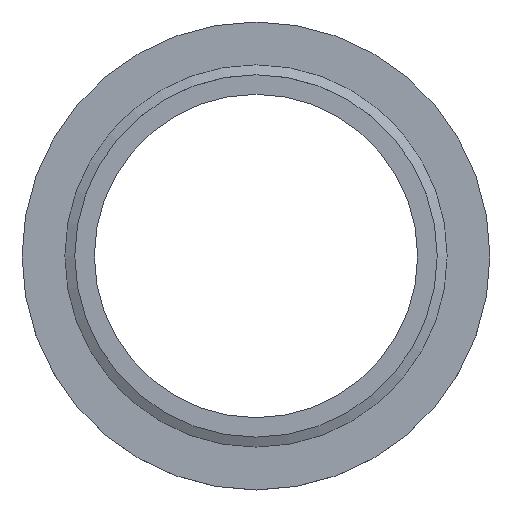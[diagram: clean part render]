
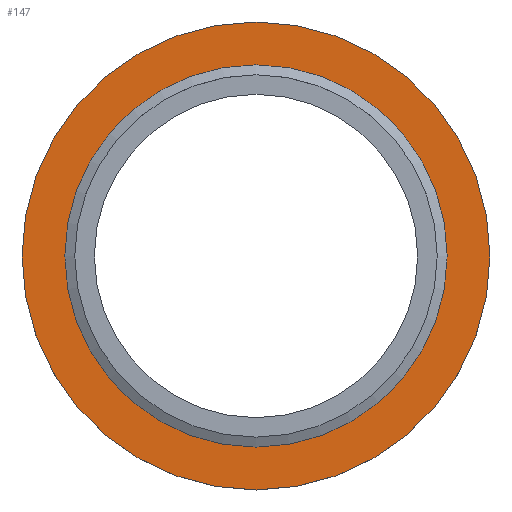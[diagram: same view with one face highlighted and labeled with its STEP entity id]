
A CAD part, top view. The second image highlights one B-rep face of the part: STEP entity #147.
In plain terms, the highlighted planar face has unit normal (0, 0, 1).
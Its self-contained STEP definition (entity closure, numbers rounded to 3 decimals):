
#20=PLANE('',#191);
#33=FACE_BOUND('',#68,.T.);
#45=FACE_OUTER_BOUND('',#67,.T.);
#67=EDGE_LOOP('',(#127));
#68=EDGE_LOOP('',(#128));
#79=CIRCLE('',#187,17.465);
#82=CIRCLE('',#192,14.265);
#91=VERTEX_POINT('',#270);
#94=VERTEX_POINT('',#278);
#103=EDGE_CURVE('',#91,#91,#79,.T.);
#106=EDGE_CURVE('',#94,#94,#82,.T.);
#127=ORIENTED_EDGE('',*,*,#103,.F.);
#128=ORIENTED_EDGE('',*,*,#106,.F.);
#147=ADVANCED_FACE('',(#45,#33),#20,.T.);
#187=AXIS2_PLACEMENT_3D('',#271,#230,#231);
#191=AXIS2_PLACEMENT_3D('',#277,#238,#239);
#192=AXIS2_PLACEMENT_3D('',#279,#240,#241);
#230=DIRECTION('center_axis',(0.,0.,
-1.));
#231=DIRECTION('ref_axis',(-1.,0.,0.));
#238=DIRECTION('center_axis',(0.,0.,1.));
#239=DIRECTION('ref_axis',(1.,0.,0.));
#240=DIRECTION('center_axis',(0.,0.,1.));
#241=DIRECTION('ref_axis',(1.,0.,0.));
#270=CARTESIAN_POINT('',(280.916,12.822,1.25));
#271=CARTESIAN_POINT('Origin',(280.916,-4.643,1.25));
#277=CARTESIAN_POINT('Origin',(263.451,-22.108,1.25));
#278=CARTESIAN_POINT('',(280.916,9.622,1.25));
#279=CARTESIAN_POINT('Origin',(280.916,-4.643,1.25));
